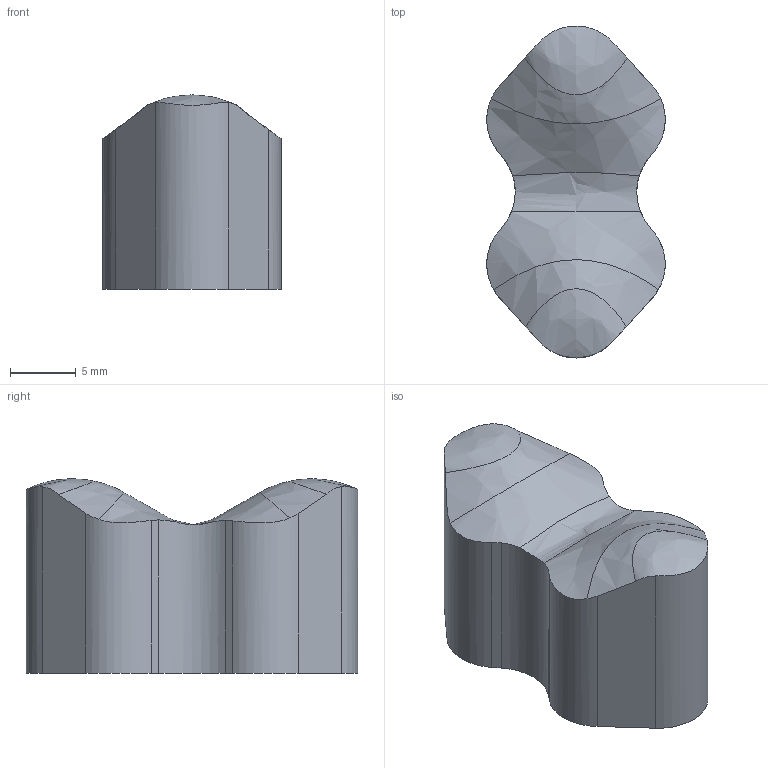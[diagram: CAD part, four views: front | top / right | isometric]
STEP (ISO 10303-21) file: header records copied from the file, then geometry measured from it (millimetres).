
FILE_DESCRIPTION(('FreeCAD Model'),'2;1');
FILE_NAME('switch_base.step', '2016-11-02T13:45:44',('Author'),(''), 'Open CASCADE STEP processor 6.8','FreeCAD','Unknown');
FILE_SCHEMA(('AUTOMOTIVE_DESIGN_CC2 { 1 2 10303 214 -1 1 5 4 }'));
Length unit declared in the file: millimetre
Products named in the file (2): ASSEMBLY; sw_base
Assembly tree (1 placements, depth 2):
  ASSEMBLY
    sw_base
Bounding box: 13.55 x 25.18 x 14.75 mm (x, y, z)
Volume: 3329.9 mm3; surface area: 1360.3 mm2
Topology: 1 solids, 1 shells, 24 faces, 66 edges, 44 vertices
Faces by surface type: plane 9, cylinder 8, bspline 7
Entity records: 10864 total; most frequent: CARTESIAN_POINT 9702, DIRECTION 146, ORIENTED_EDGE 132, PCURVE 132, DEFINITIONAL_REPRESENTATION 132, LINE 92, VECTOR 92, B_SPLINE_CURVE_WITH_KNOTS 90
